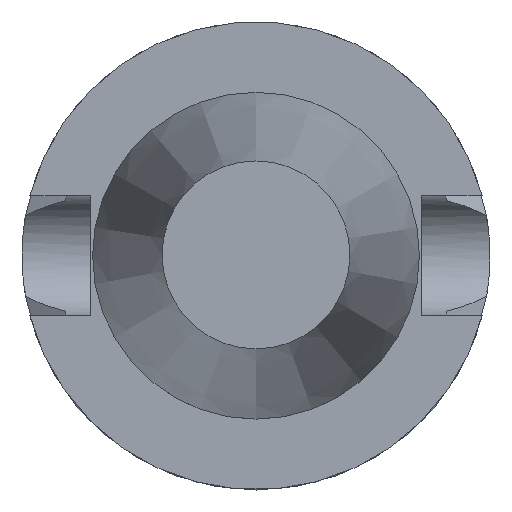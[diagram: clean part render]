
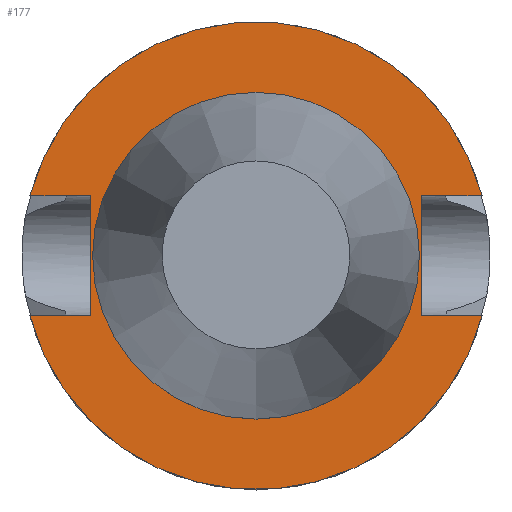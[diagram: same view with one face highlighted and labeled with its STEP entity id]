
A CAD part, top view. The second image highlights one B-rep face of the part: STEP entity #177.
In plain terms, the highlighted planar face has unit normal (0, 0, 1).
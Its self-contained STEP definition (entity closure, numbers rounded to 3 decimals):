
#121=EDGE_CURVE('240[2]',#351,#352,#353,.T.);
#141=EDGE_CURVE('240[2]',#368,#384,#385,.T.);
#177=ADVANCED_FACE('240[2]',(#442,#443),#444,.T.);
#181=EDGE_CURVE('240[2]',#438,#448,#449,.T.);
#243=EDGE_CURVE('240[2]',#352,#384,#534,.T.);
#269=EDGE_CURVE('240[2]',#509,#448,#566,.T.);
#298=EDGE_CURVE('240[2]',#602,#602,#603,.T.);
#305=EDGE_CURVE('240[2]',#611,#509,#612,.T.);
#307=EDGE_CURVE('240[2]',#368,#611,#614,.T.);
#317=EDGE_CURVE('240[2]',#438,#351,#626,.T.);
#351=VERTEX_POINT('',#665);
#352=VERTEX_POINT('',#666);
#353=LINE('',#667,#668);
#368=VERTEX_POINT('',#752);
#384=VERTEX_POINT('',#795);
#385=CIRCLE('',#796,50.0);
#438=VERTEX_POINT('',#916);
#442=FACE_BOUND('',#922,.T.);
#443=FACE_OUTER_BOUND('',#923,.T.);
#444=PLANE('',#924);
#448=VERTEX_POINT('',#931);
#449=CIRCLE('',#932,50.0);
#509=VERTEX_POINT('',#1019);
#534=LINE('',#1085,#1086);
#566=LINE('',#1156,#1157);
#602=VERTEX_POINT('',#1272);
#603=CIRCLE('',#1273,34.925);
#611=VERTEX_POINT('',#1293);
#612=LINE('',#1294,#1295);
#614=LINE('',#1298,#1299);
#626=LINE('',#1316,#1317);
#665=CARTESIAN_POINT('',(35.4,-12.85,-3.0));
#666=CARTESIAN_POINT('',(35.4,12.85,-3.));
#667=CARTESIAN_POINT('',(35.4,21.231,-3.));
#668=VECTOR('',#1338,1.0);
#752=CARTESIAN_POINT('',(-48.321,12.85,-3.0));
#795=CARTESIAN_POINT('',(48.321,12.85,-3.0));
#796=AXIS2_PLACEMENT_3D('',#1366,#1367,#1368);
#916=CARTESIAN_POINT('',(48.321,-12.85,-3.0));
#922=EDGE_LOOP('',(#1409));
#923=EDGE_LOOP('',(#1410,#1411,#1412,#1413,#1414,#1415,#1416,#1417));
#924=AXIS2_PLACEMENT_3D('',#1418,#1419,#1420);
#931=CARTESIAN_POINT('',(-48.321,-12.85,-3.0));
#932=AXIS2_PLACEMENT_3D('',#1422,#1423,#1424);
#1019=CARTESIAN_POINT('',(-35.4,-12.85,-3.0));
#1085=CARTESIAN_POINT('',(17.7,12.85,-3.));
#1086=VECTOR('',#1531,1.0);
#1156=CARTESIAN_POINT('',(-17.7,-12.85,-3.0));
#1157=VECTOR('',#1561,1.0);
#1272=CARTESIAN_POINT('',(0.,34.925,-3.0));
#1273=AXIS2_PLACEMENT_3D('',#1609,#1610,#1611);
#1293=CARTESIAN_POINT('',(-35.4,12.85,-3.));
#1294=CARTESIAN_POINT('',(-35.4,14.806,-3.));
#1295=VECTOR('',#1620,1.0);
#1298=CARTESIAN_POINT('',(-17.7,12.85,-3.));
#1299=VECTOR('',#1621,1.0);
#1316=CARTESIAN_POINT('',(17.7,-12.85,-3.0));
#1317=VECTOR('',#1643,1.0);
#1338=DIRECTION('',(-0.0,1.0,0.));
#1366=CARTESIAN_POINT('',(0.,0.,-3.0));
#1367=DIRECTION('',(0.,0.,-1.0));
#1368=DIRECTION('',(0.,1.0,0.));
#1409=ORIENTED_EDGE('',*,*,#298,.T.);
#1410=ORIENTED_EDGE('',*,*,#307,.T.);
#1411=ORIENTED_EDGE('',*,*,#305,.T.);
#1412=ORIENTED_EDGE('',*,*,#269,.T.);
#1413=ORIENTED_EDGE('',*,*,#181,.F.);
#1414=ORIENTED_EDGE('',*,*,#317,.T.);
#1415=ORIENTED_EDGE('',*,*,#121,.T.);
#1416=ORIENTED_EDGE('',*,*,#243,.T.);
#1417=ORIENTED_EDGE('',*,*,#141,.F.);
#1418=CARTESIAN_POINT('',(0.,42.463,-3.));
#1419=DIRECTION('',(0.,0.,1.0));
#1420=DIRECTION('',(1.0,0.,0.0));
#1422=CARTESIAN_POINT('',(0.,0.,-3.0));
#1423=DIRECTION('',(0.,0.,-1.0));
#1424=DIRECTION('',(0.,1.0,0.));
#1531=DIRECTION('',(1.0,0.0,0.));
#1561=DIRECTION('',(-1.0,0.0,0.));
#1609=CARTESIAN_POINT('',(0.,0.,-3.0));
#1610=DIRECTION('',(0.,0.,-1.0));
#1611=DIRECTION('',(0.,1.0,0.));
#1620=DIRECTION('',(-0.0,-1.0,0.));
#1621=DIRECTION('',(1.0,0.0,0.));
#1643=DIRECTION('',(-1.0,0.0,0.));
